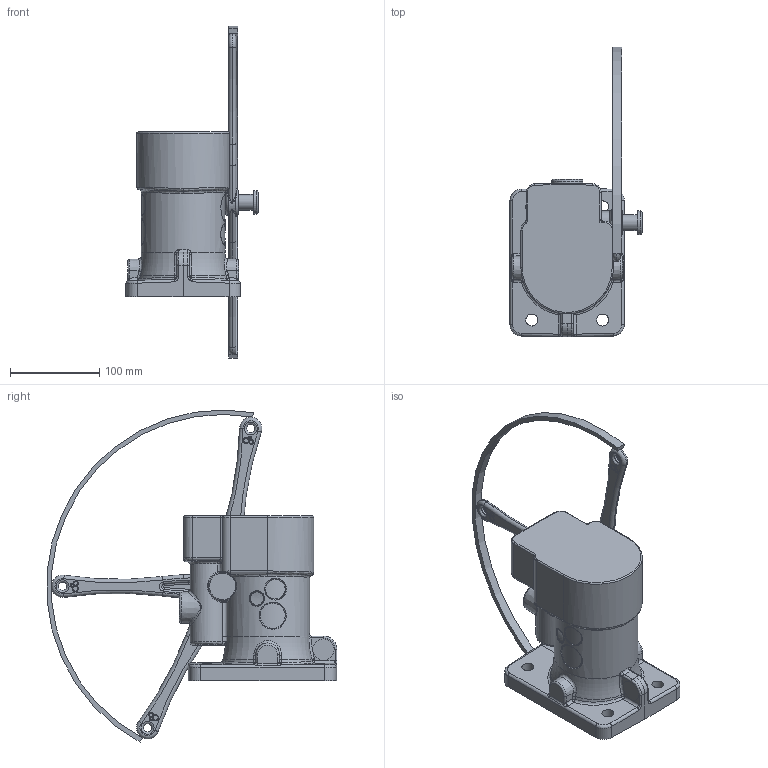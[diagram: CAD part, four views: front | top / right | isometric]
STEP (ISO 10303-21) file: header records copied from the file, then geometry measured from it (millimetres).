
FILE_DESCRIPTION(/* description */ (''),/* implementation_level */ '2;1');
FILE_NAME(/* name */ 'AS QR RS3210QR_SLD with HandleSwing Ring.stp',/* time_stamp */ '2023-03-12T14:59:42+10:00',/* author */ ('a.tao491'),/* organization */ (''),/* preprocessor_version */ 'ST-DEVELOPER v16.5',/* originating_system */ 'Autodesk Inventor 2017',/* authorisation */ '');
FILE_SCHEMA (('AUTOMOTIVE_DESIGN { 1 0 10303 214 3 1 1 }'));
Length unit declared in the file: millimetre
Products named in the file (4): AS QR RS3210QR_SLD with HandleSwing Ring; 2757_SLD; 2531_SLD; AS QR HandleSwing Ring
Assembly tree (5 placements, depth 2):
  AS QR RS3210QR_SLD with HandleSwing Ring
    2757_SLD
    2531_SLD  x3
    AS QR HandleSwing Ring
Bounding box: 148.25 x 325.38 x 372.82 mm (x, y, z)
Volume: 2264159.7 mm3; surface area: 197455.3 mm2
Topology: 5 solids, 5 shells, 645 faces, 1469 edges, 849 vertices
Faces by surface type: bspline 217, cylinder 156, torus 137, plane 106, sphere 20, cone 9
Full cylindrical faces by diameter (mm): 9.5 x3, 13.5 x4, 17.6 x3, 26.5 x6
Entity records: 17771 total; most frequent: CARTESIAN_POINT 8550, ORIENTED_EDGE 1862, DIRECTION 1748, EDGE_CURVE 931, AXIS2_PLACEMENT_3D 770, VERTEX_POINT 556, EDGE_LOOP 475, FACE_OUTER_BOUND 423
